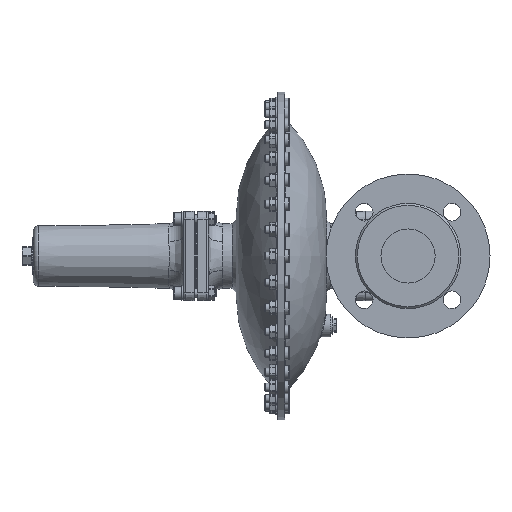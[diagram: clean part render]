
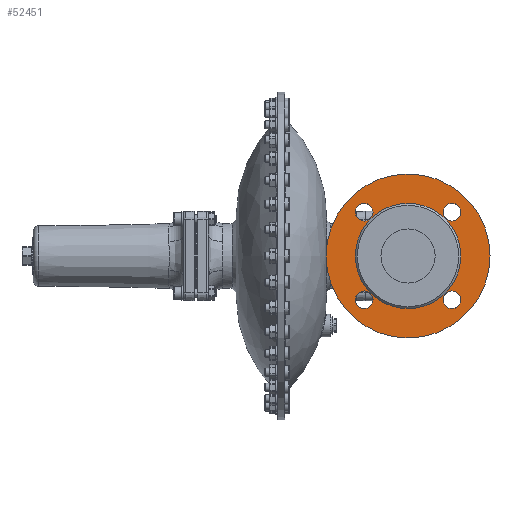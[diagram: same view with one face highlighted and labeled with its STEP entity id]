
A CAD part, left-side view. The second image highlights one B-rep face of the part: STEP entity #52451.
In plain terms, the highlighted planar face has unit normal (-1, 0, 0).
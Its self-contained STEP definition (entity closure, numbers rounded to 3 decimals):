
#2351=FACE_BOUND('',#9465,.T.);
#2352=FACE_BOUND('',#9466,.T.);
#2353=FACE_BOUND('',#9467,.T.);
#2354=FACE_BOUND('',#9468,.T.);
#2355=FACE_BOUND('',#9469,.T.);
#2659=PLANE('',#56011);
#6225=FACE_OUTER_BOUND('',#9464,.T.);
#9464=EDGE_LOOP('',(#35028));
#9465=EDGE_LOOP('',(#35029));
#9466=EDGE_LOOP('',(#35030));
#9467=EDGE_LOOP('',(#35031));
#9468=EDGE_LOOP('',(#35032));
#9469=EDGE_LOOP('',(#35033));
#13112=CIRCLE('',#55962,9.);
#13113=CIRCLE('',#55964,9.);
#13114=CIRCLE('',#55966,53.);
#13135=CIRCLE('',#56008,9.);
#13136=CIRCLE('',#56010,9.);
#13137=CIRCLE('',#56012,82.5);
#20810=VERTEX_POINT('',#80374);
#20811=VERTEX_POINT('',#80378);
#20812=VERTEX_POINT('',#80382);
#20839=VERTEX_POINT('',#80537);
#20840=VERTEX_POINT('',#80541);
#20841=VERTEX_POINT('',#80545);
#26321=EDGE_CURVE('',#20810,#20810,#13112,.T.);
#26323=EDGE_CURVE('',#20811,#20811,#13113,.T.);
#26325=EDGE_CURVE('',#20812,#20812,#13114,.T.);
#26364=EDGE_CURVE('',#20839,#20839,#13135,.T.);
#26366=EDGE_CURVE('',#20840,#20840,#13136,.T.);
#26368=EDGE_CURVE('',#20841,#20841,#13137,.T.);
#35028=ORIENTED_EDGE('',*,*,#26368,.T.);
#35029=ORIENTED_EDGE('',*,*,#26321,.T.);
#35030=ORIENTED_EDGE('',*,*,#26325,.F.);
#35031=ORIENTED_EDGE('',*,*,#26323,.T.);
#35032=ORIENTED_EDGE('',*,*,#26364,.T.);
#35033=ORIENTED_EDGE('',*,*,#26366,.T.);
#52451=ADVANCED_FACE('',(#6225,#2351,#2352,#2353,#2354,#2355),#2659,.F.);
#55962=AXIS2_PLACEMENT_3D('',#80375,#62595,#62596);
#55964=AXIS2_PLACEMENT_3D('',#80379,#62600,#62601);
#55966=AXIS2_PLACEMENT_3D('',#80383,#62605,#62606);
#56008=AXIS2_PLACEMENT_3D('',#80538,#62701,#62702);
#56010=AXIS2_PLACEMENT_3D('',#80542,#62706,#62707);
#56011=AXIS2_PLACEMENT_3D('',#80544,#62709,#62710);
#56012=AXIS2_PLACEMENT_3D('',#80546,#62711,#62712);
#62595=DIRECTION('center_axis',(1.,0.,0.));
#62596=DIRECTION('ref_axis',(0.,0.,
1.));
#62600=DIRECTION('center_axis',(1.,0.,0.));
#62601=DIRECTION('ref_axis',(0.,1.,0.));
#62605=DIRECTION('center_axis',(-1.,0.,0.));
#62606=DIRECTION('ref_axis',(0.,0.,
1.));
#62701=DIRECTION('center_axis',(1.,0.,0.));
#62702=DIRECTION('ref_axis',(0.,0.,
-1.));
#62706=DIRECTION('center_axis',(1.,0.,0.));
#62707=DIRECTION('ref_axis',(0.,-1.,0.));
#62709=DIRECTION('center_axis',(1.,0.,0.));
#62710=DIRECTION('ref_axis',(0.,0.,
-1.));
#62711=DIRECTION('center_axis',(-1.,0.,0.));
#62712=DIRECTION('ref_axis',(0.,0.,
1.));
#80374=CARTESIAN_POINT('',(-113.,44.194,35.194));
#80375=CARTESIAN_POINT('Origin',(-113.,44.194,44.194));
#80378=CARTESIAN_POINT('',(-113.,35.194,-44.194));
#80379=CARTESIAN_POINT('Origin',(-113.,44.194,-44.194));
#80382=CARTESIAN_POINT('',(-113.,-53.,0.));
#80383=CARTESIAN_POINT('Origin',(-113.,0.,0.));
#80537=CARTESIAN_POINT('',(-113.,-44.194,-35.194));
#80538=CARTESIAN_POINT('Origin',(-113.,-44.194,-44.194));
#80541=CARTESIAN_POINT('',(-113.,-35.194,44.194));
#80542=CARTESIAN_POINT('Origin',(-113.,-44.194,44.194));
#80544=CARTESIAN_POINT('Origin',(-113.,82.5,0.));
#80545=CARTESIAN_POINT('',(-113.,-82.5,0.));
#80546=CARTESIAN_POINT('Origin',(-113.,0.,0.));
